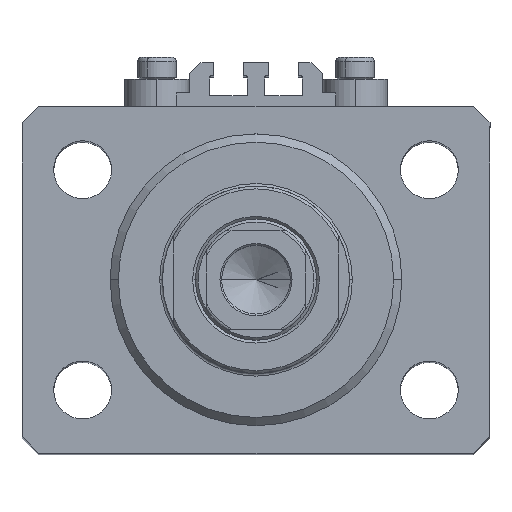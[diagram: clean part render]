
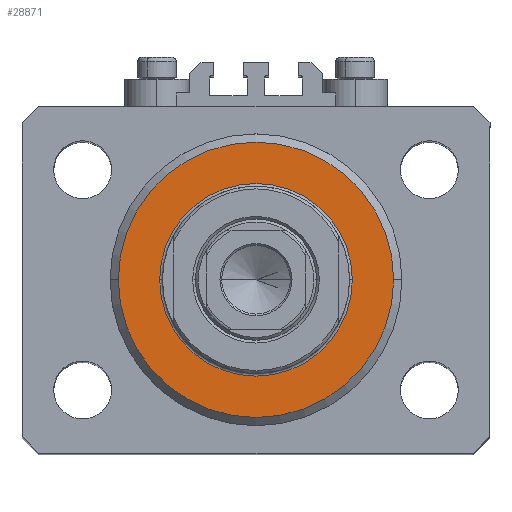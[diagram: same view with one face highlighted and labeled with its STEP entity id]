
A CAD part, top view. The second image highlights one B-rep face of the part: STEP entity #28871.
In plain terms, the highlighted face is planar.
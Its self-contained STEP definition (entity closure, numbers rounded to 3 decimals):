
#345 = CARTESIAN_POINT ( 'NONE',  ( -17.5, 0., 0. ) ) ;
#2627 = CARTESIAN_POINT ( 'NONE',  ( 0., 0., 0. ) ) ;
#3097 = DIRECTION ( 'NONE',  ( 0., 0., -1. ) ) ;
#3721 = AXIS2_PLACEMENT_3D ( 'NONE', #16125, #45364, #12531 ) ;
#4728 = CARTESIAN_POINT ( 'NONE',  ( -25., 0., 0. ) ) ;
#4786 = EDGE_LOOP ( 'NONE', ( #32934, #25026 ) ) ;
#5978 = CARTESIAN_POINT ( 'NONE',  ( 25., 0., 0. ) ) ;
#6016 = CIRCLE ( 'NONE', #3721, 17.5 ) ;
#7719 = EDGE_CURVE ( 'NONE', #30637, #28259, #33739, .T. ) ;
#9672 = AXIS2_PLACEMENT_3D ( 'NONE', #20980, #35606, #32004 ) ;
#11712 = FACE_OUTER_BOUND ( 'NONE', #4786, .T. ) ;
#12531 = DIRECTION ( 'NONE',  ( 1., 0., 0. ) ) ;
#12747 = CIRCLE ( 'NONE', #36496, 25. ) ;
#13893 = DIRECTION ( 'NONE',  ( 1., 0., 0. ) ) ;
#16125 = CARTESIAN_POINT ( 'NONE',  ( 0., 0., 0. ) ) ;
#16954 = VERTEX_POINT ( 'NONE', #345 ) ;
#18123 = EDGE_LOOP ( 'NONE', ( #41211, #42856 ) ) ;
#19149 = FACE_BOUND ( 'NONE', #18123, .T. ) ;
#20980 = CARTESIAN_POINT ( 'NONE',  ( 0., 0., 0. ) ) ;
#24150 = DIRECTION ( 'NONE',  ( 1., 0., 0. ) ) ;
#25026 = ORIENTED_EDGE ( 'NONE', *, *, #37985, .T. ) ;
#28259 = VERTEX_POINT ( 'NONE', #4728 ) ;
#28871 = ADVANCED_FACE ( 'NONE', ( #19149, #11712 ), #33539, .F. ) ;
#30276 = CIRCLE ( 'NONE', #9672, 17.5 ) ;
#30637 = VERTEX_POINT ( 'NONE', #5978 ) ;
#32004 = DIRECTION ( 'NONE',  ( 1., 0., 0. ) ) ;
#32828 = CARTESIAN_POINT ( 'NONE',  ( 17.5, 0., 0. ) ) ;
#32934 = ORIENTED_EDGE ( 'NONE', *, *, #7719, .T. ) ;
#32978 = AXIS2_PLACEMENT_3D ( 'NONE', #2627, #3097, #24150 ) ;
#33539 = PLANE ( 'NONE',  #37396 ) ;
#33739 = CIRCLE ( 'NONE', #32978, 25. ) ;
#35248 = DIRECTION ( 'NONE',  ( 0., 0., -1. ) ) ;
#35606 = DIRECTION ( 'NONE',  ( 0., 0., 1. ) ) ;
#36496 = AXIS2_PLACEMENT_3D ( 'NONE', #38602, #35248, #13893 ) ;
#37396 = AXIS2_PLACEMENT_3D ( 'NONE', #44551, #41199, #45012 ) ;
#37985 = EDGE_CURVE ( 'NONE', #28259, #30637, #12747, .T. ) ;
#38602 = CARTESIAN_POINT ( 'NONE',  ( 0., 0., 0. ) ) ;
#41199 = DIRECTION ( 'NONE',  ( 0., 0., 1. ) ) ;
#41211 = ORIENTED_EDGE ( 'NONE', *, *, #44046, .T. ) ;
#42856 = ORIENTED_EDGE ( 'NONE', *, *, #46047, .T. ) ;
#44046 = EDGE_CURVE ( 'NONE', #46275, #16954, #30276, .T. ) ;
#44551 = CARTESIAN_POINT ( 'NONE',  ( 0., 0., 0. ) ) ;
#45012 = DIRECTION ( 'NONE',  ( 1., 0., 0. ) ) ;
#45364 = DIRECTION ( 'NONE',  ( 0., 0., 1. ) ) ;
#46047 = EDGE_CURVE ( 'NONE', #16954, #46275, #6016, .T. ) ;
#46275 = VERTEX_POINT ( 'NONE', #32828 ) ;
